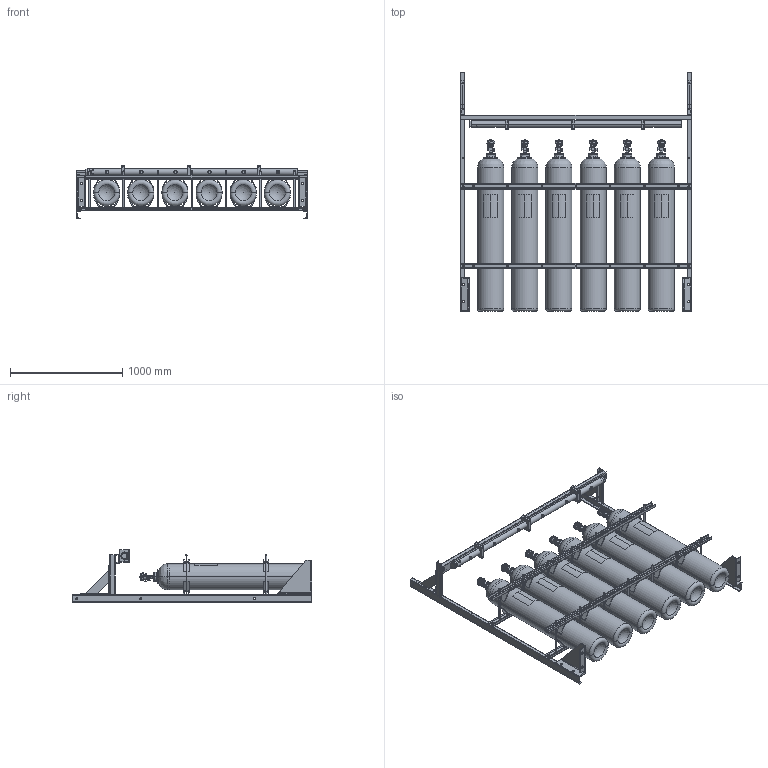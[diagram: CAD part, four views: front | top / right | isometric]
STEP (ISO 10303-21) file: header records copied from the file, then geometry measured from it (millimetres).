
FILE_DESCRIPTION (( 'STEP AP214' ), '1' );
FILE_NAME ('Cylinder Storage Rack, 49L, Structural, Red Painted (6 cylinder 6x1) Six Cylinders.STEP', '2020-04-30T15:54:16', ( '' ), ( '' ), 'SwSTEP 2.0', 'SolidWorks 2019', '' );
FILE_SCHEMA (( 'AUTOMOTIVE_DESIGN' ));
Length unit declared in the file: inch
Products named in the file (34): Tank_49L.stp; P-000-950-057.stp; V_MULLER_470B0020.stp; PLUG_HEX HD_1.500 NPT M_CL 3000_ALY STL_GALV.stp; 470B0020_HANDLE.stp; P-000-950-082.stp; PLUG_HEX HD_0.250 NPT M_CL 3000_ALY STL_GALV.stp; Cylinder Storage Rack, 49L, Structural, Red Painted (6 cylinder 6x1) Six Cylinders; P-000-950-086.stp; P-000-950-110(-08).stp; P-000-950-085.stp; 470B0020_HOUSING.stp; CLAMP_MCMASTER-CARR_3015T315.stp; P-000-950-111 (-08).stp; P-000-950-083.stp; 8BC300-25E_CYLINDER.stp; 470B0020_HEX NUT.stp; P-000-950-081.stp; 470B0020_PLATE.stp; Z-000-950-115_AS-01.stp; P-000-950-088.stp; P-000-950-087.stp; Cylinder Storage Rack, 49L, Structural, Red Painted (6 cylinder 6x1) Six Cylinders.stp; P-000-950-058.stp
Assembly tree (85 placements, depth 5):
  Cylinder Storage Rack, 49L, Structural, Red Painted (6 cylinder 6x1) Six Cylinders
    Cylinder Storage Rack, 49L, Structural, Red Painted (6 cylinder 6x1) Six Cylinders.stp
      P-000-950-086.stp
        CLAMP_MCMASTER-CARR_3015T315.stp  x3
        P-000-950-082.stp
      Tank_49L.stp
        V_MULLER_470B0020.stp
          470B0020_HOUSING.stp
          470B0020_PLATE.stp
          470B0020_HANDLE.stp
          470B0020_HEX NUT.stp
        8BC300-25E_CYLINDER.stp
        Z-000-950-115_AS-01.stp
      Tank_49L.stp
        V_MULLER_470B0020.stp
          470B0020_HOUSING.stp
          470B0020_PLATE.stp
          470B0020_HANDLE.stp
          470B0020_HEX NUT.stp
        8BC300-25E_CYLINDER.stp
        Z-000-950-115_AS-01.stp
      Tank_49L.stp
        V_MULLER_470B0020.stp
          470B0020_HOUSING.stp
          470B0020_PLATE.stp
          470B0020_HANDLE.stp
          470B0020_HEX NUT.stp
        8BC300-25E_CYLINDER.stp
        Z-000-950-115_AS-01.stp
      Tank_49L.stp
        V_MULLER_470B0020.stp
          470B0020_HOUSING.stp
          470B0020_PLATE.stp
          470B0020_HANDLE.stp
          470B0020_HEX NUT.stp
        8BC300-25E_CYLINDER.stp
        Z-000-950-115_AS-01.stp
      Tank_49L.stp
        V_MULLER_470B0020.stp
          470B0020_HOUSING.stp
          470B0020_PLATE.stp
          470B0020_HANDLE.stp
          470B0020_HEX NUT.stp
        8BC300-25E_CYLINDER.stp
        Z-000-950-115_AS-01.stp
      Tank_49L.stp
        V_MULLER_470B0020.stp
          470B0020_HOUSING.stp
          470B0020_PLATE.stp
          470B0020_HANDLE.stp
          470B0020_HEX NUT.stp
        8BC300-25E_CYLINDER.stp
        Z-000-950-115_AS-01.stp
      P-000-950-111 (-08).stp
        PLUG_HEX HD_1.500 NPT M_CL 3000_ALY STL_GALV.stp
        PLUG_HEX HD_0.250 NPT M_CL 3000_ALY STL_GALV.stp  x2
        P-000-950-110(-08).stp
      P-000-950-081.stp  x2
      P-000-950-087.stp  x4
      P-000-950-083.stp  x2
Bounding box: 2057.65 x 2133.6 x 481.01 mm (x, y, z)
Volume: 63321631.4 mm3; surface area: 19710942.3 mm2
Topology: 145 solids, 145 shells, 4191 faces, 10322 edges, 6532 vertices
Faces by surface type: plane 1651, cylinder 1122, cone 644, bspline 516, torus 222, sphere 36
Entity records: 48953 total; most frequent: CARTESIAN_POINT 22858, ORIENTED_EDGE 5106, DIRECTION 5048, EDGE_CURVE 2553, AXIS2_PLACEMENT_3D 1930, VERTEX_POINT 1637, EDGE_LOOP 1206, LINE 1188
